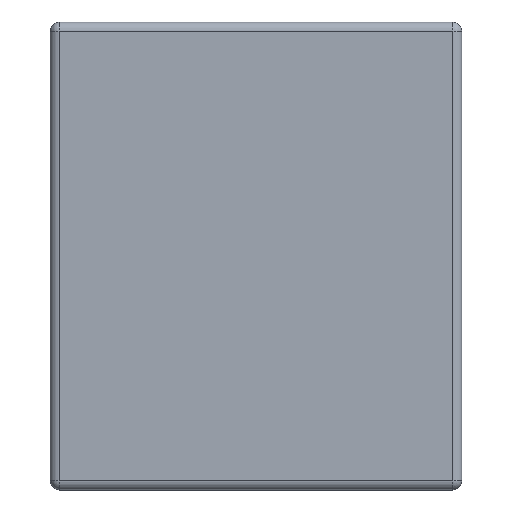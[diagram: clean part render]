
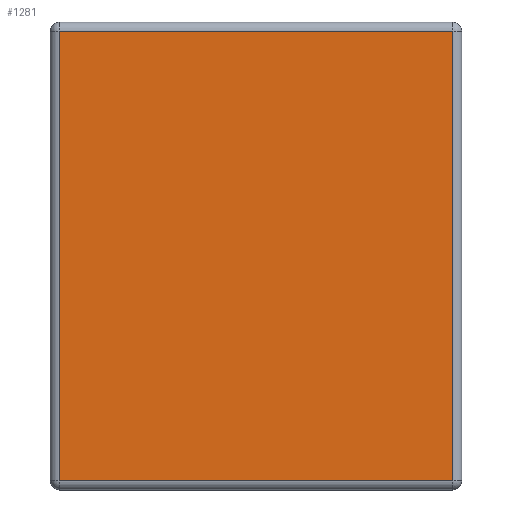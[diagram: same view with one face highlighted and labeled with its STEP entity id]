
A CAD part, left-side view. The second image highlights one B-rep face of the part: STEP entity #1281.
In plain terms, the highlighted planar face has unit normal (-1, 0, 0).
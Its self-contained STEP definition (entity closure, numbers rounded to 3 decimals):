
#32 = DIRECTION ( 'NONE',  ( 0., 0., -1. ) ) ;
#67 = CARTESIAN_POINT ( 'NONE',  ( -1.6, 2.2, 1.2 ) ) ;
#207 = CARTESIAN_POINT ( 'NONE',  ( -1.6, 0.05, 1.25 ) ) ;
#302 = ORIENTED_EDGE ( 'NONE', *, *, #1159, .T. ) ;
#309 = DIRECTION ( 'NONE',  ( 0., 0., 1. ) ) ;
#367 = ORIENTED_EDGE ( 'NONE', *, *, #1172, .T. ) ;
#388 = DIRECTION ( 'NONE',  ( 0., 1., 0. ) ) ;
#466 = FACE_OUTER_BOUND ( 'NONE', #758, .T. ) ;
#472 = CARTESIAN_POINT ( 'NONE',  ( -1.6, 2.15, 1.2 ) ) ;
#513 = CARTESIAN_POINT ( 'NONE',  ( -1.6, 2.2, 1.25 ) ) ;
#541 = LINE ( 'NONE', #1635, #1222 ) ;
#576 = PLANE ( 'NONE',  #1337 ) ;
#581 = DIRECTION ( 'NONE',  ( 1., 0., 0. ) ) ;
#622 = DIRECTION ( 'NONE',  ( 0., 0., -1. ) ) ;
#623 = LINE ( 'NONE', #67, #1229 ) ;
#662 = VERTEX_POINT ( 'NONE', #472 ) ;
#664 = CARTESIAN_POINT ( 'NONE',  ( -1.6, 0.05, -1.2 ) ) ;
#730 = ORIENTED_EDGE ( 'NONE', *, *, #1227, .T. ) ;
#758 = EDGE_LOOP ( 'NONE', ( #302, #367, #885, #730 ) ) ;
#763 = VERTEX_POINT ( 'NONE', #664 ) ;
#826 = LINE ( 'NONE', #207, #982 ) ;
#885 = ORIENTED_EDGE ( 'NONE', *, *, #1195, .T. ) ;
#904 = VERTEX_POINT ( 'NONE', #1010 ) ;
#915 = VERTEX_POINT ( 'NONE', #1029 ) ;
#975 = LINE ( 'NONE', #1661, #1063 ) ;
#982 = VECTOR ( 'NONE', #309, 1000. ) ;
#1010 = CARTESIAN_POINT ( 'NONE',  ( -1.6, 2.15, -1.2 ) ) ;
#1029 = CARTESIAN_POINT ( 'NONE',  ( -1.6, 0.05, 1.2 ) ) ;
#1063 = VECTOR ( 'NONE', #1705, 1000. ) ;
#1159 = EDGE_CURVE ( 'NONE', #662, #904, #541, .T. ) ;
#1172 = EDGE_CURVE ( 'NONE', #904, #763, #975, .T. ) ;
#1195 = EDGE_CURVE ( 'NONE', #763, #915, #826, .T. ) ;
#1222 = VECTOR ( 'NONE', #32, 1000. ) ;
#1227 = EDGE_CURVE ( 'NONE', #915, #662, #623, .T. ) ;
#1229 = VECTOR ( 'NONE', #388, 1000. ) ;
#1281 = ADVANCED_FACE ( 'NONE', ( #466 ), #576, .F. ) ;
#1337 = AXIS2_PLACEMENT_3D ( 'NONE', #513, #581, #622 ) ;
#1635 = CARTESIAN_POINT ( 'NONE',  ( -1.6, 2.15, 1.25 ) ) ;
#1661 = CARTESIAN_POINT ( 'NONE',  ( -1.6, 2.2, -1.2 ) ) ;
#1705 = DIRECTION ( 'NONE',  ( 0., -1., 0. ) ) ;
